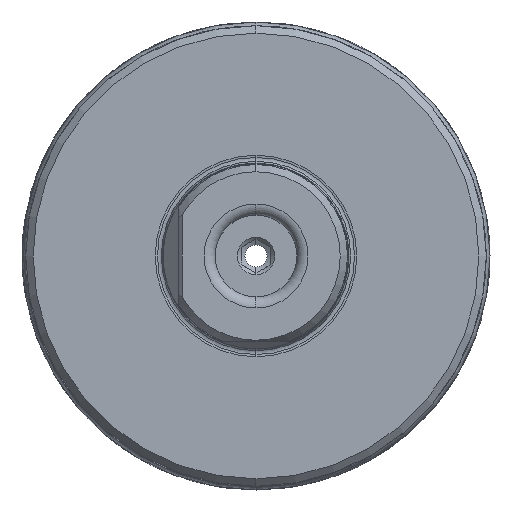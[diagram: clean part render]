
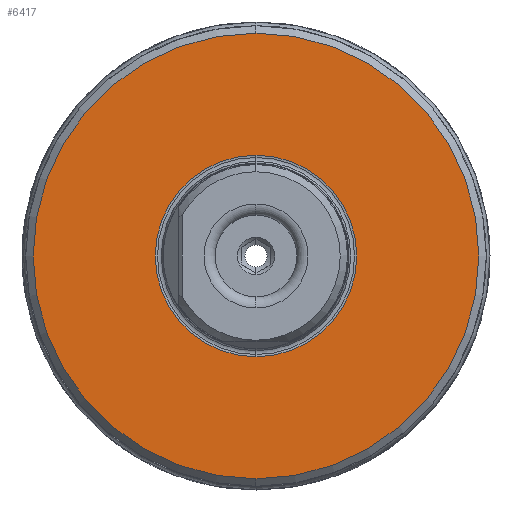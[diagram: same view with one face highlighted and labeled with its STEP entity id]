
A CAD part, left-side view. The second image highlights one B-rep face of the part: STEP entity #6417.
In plain terms, the highlighted planar face has unit normal (-1, 0, 0).
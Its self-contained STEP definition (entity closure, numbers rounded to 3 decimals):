
#5621 = EDGE_CURVE ( 'NONE', #14771, #14787, #17466, .T. ) ;
#5622 = EDGE_CURVE ( 'NONE', #14813, #14836, #17455, .T. ) ;
#5795 = EDGE_CURVE ( 'NONE', #14787, #14771, #17859, .T. ) ;
#6417 = ADVANCED_FACE ( 'NONE', ( #33867, #33875 ), #43693, .F. ) ;
#11753 = CARTESIAN_POINT ( 'NONE',  ( 57., 0., -30. ) ) ;
#11766 = CARTESIAN_POINT ( 'NONE',  ( 57., 0., 30. ) ) ;
#11806 = CARTESIAN_POINT ( 'NONE',  ( 57., 0., 13.562 ) ) ;
#11853 = CARTESIAN_POINT ( 'NONE',  ( 57., 0., -13.562 ) ) ;
#12192 = EDGE_CURVE ( 'NONE', #14836, #14813, #33339, .T. ) ;
#14771 = VERTEX_POINT ( 'NONE', #11753 ) ;
#14787 = VERTEX_POINT ( 'NONE', #11766 ) ;
#14813 = VERTEX_POINT ( 'NONE', #11806 ) ;
#14836 = VERTEX_POINT ( 'NONE', #11853 ) ;
#15131 = ORIENTED_EDGE ( 'NONE', *, *, #5621, .T. ) ;
#15140 = ORIENTED_EDGE ( 'NONE', *, *, #12192, .F. ) ;
#15146 = ORIENTED_EDGE ( 'NONE', *, *, #5795, .T. ) ;
#15150 = ORIENTED_EDGE ( 'NONE', *, *, #5622, .F. ) ;
#15550 = AXIS2_PLACEMENT_3D ( 'NONE', #18813, #18814, #18837 ) ;
#15577 = AXIS2_PLACEMENT_3D ( 'NONE', #18825, #18826, #18821 ) ;
#15624 = AXIS2_PLACEMENT_3D ( 'NONE', #18636, #18641, #18640 ) ;
#16595 = EDGE_LOOP ( 'NONE', ( #15131, #15146 ) ) ;
#16720 = EDGE_LOOP ( 'NONE', ( #15150, #15140 ) ) ;
#17455 = CIRCLE ( 'NONE', #15550, 13.562 ) ;
#17466 = CIRCLE ( 'NONE', #15577, 30. ) ;
#17859 = CIRCLE ( 'NONE', #15624, 30. ) ;
#18636 = CARTESIAN_POINT ( 'NONE',  ( 57., 0., 0. ) ) ;
#18640 = DIRECTION ( 'NONE',  ( 0., 0., -1. ) ) ;
#18641 = DIRECTION ( 'NONE',  ( -1., 0., 0. ) ) ;
#18813 = CARTESIAN_POINT ( 'NONE',  ( 57., 0., 0. ) ) ;
#18814 = DIRECTION ( 'NONE',  ( -1., 0., 0. ) ) ;
#18821 = DIRECTION ( 'NONE',  ( 0., 0., -1. ) ) ;
#18825 = CARTESIAN_POINT ( 'NONE',  ( 57., 0., 0. ) ) ;
#18826 = DIRECTION ( 'NONE',  ( -1., 0., 0. ) ) ;
#18837 = DIRECTION ( 'NONE',  ( 0., 0., 1. ) ) ;
#33339 = CIRCLE ( 'NONE', #38870, 13.562 ) ;
#33867 = FACE_OUTER_BOUND ( 'NONE', #16595, .T. ) ;
#33875 = FACE_BOUND ( 'NONE', #16720, .T. ) ;
#38870 = AXIS2_PLACEMENT_3D ( 'NONE', #57048, #57047, #57052 ) ;
#39244 = AXIS2_PLACEMENT_3D ( 'NONE', #43704, #43705, #43710 ) ;
#43693 = PLANE ( 'NONE',  #39244 ) ;
#43704 = CARTESIAN_POINT ( 'NONE',  ( 57., 13.562, 0. ) ) ;
#43705 = DIRECTION ( 'NONE',  ( 1., 0., 0. ) ) ;
#43710 = DIRECTION ( 'NONE',  ( 0., 0., -1. ) ) ;
#57047 = DIRECTION ( 'NONE',  ( -1., 0., 0. ) ) ;
#57048 = CARTESIAN_POINT ( 'NONE',  ( 57., 0., 0. ) ) ;
#57052 = DIRECTION ( 'NONE',  ( 0., 0., 1. ) ) ;
